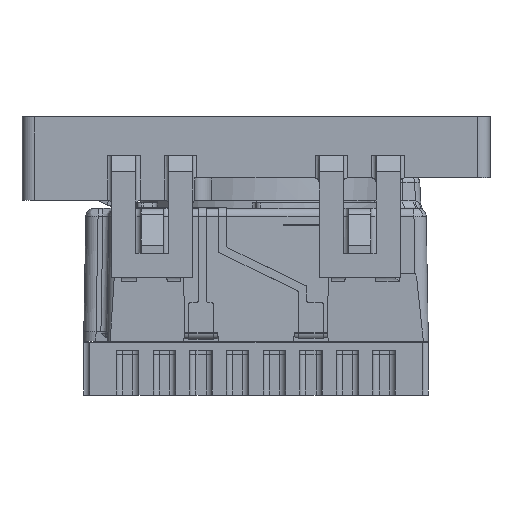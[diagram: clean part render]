
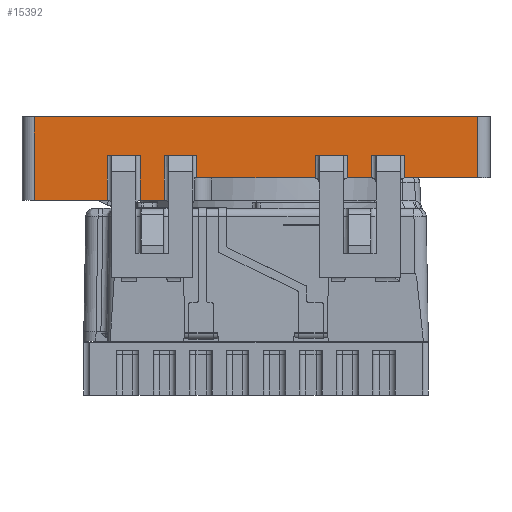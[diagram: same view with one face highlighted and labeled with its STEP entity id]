
A CAD part, front view. The second image highlights one B-rep face of the part: STEP entity #15392.
In plain terms, the highlighted planar face has unit normal (0, -1, 0).
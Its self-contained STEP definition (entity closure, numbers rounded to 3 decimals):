
#10655 = VERTEX_POINT('',#10656);
#10656 = CARTESIAN_POINT('',(-2.85,-5.75,2.588));
#10671 = VERTEX_POINT('',#10672);
#10672 = CARTESIAN_POINT('',(-3.65,-5.75,2.588));
#10678 = EDGE_CURVE('',#10679,#10671,#10681,.T.);
#10679 = VERTEX_POINT('',#10680);
#10680 = CARTESIAN_POINT('',(-5.45,-5.75,2.588));
#10681 = LINE('',#10682,#10683);
#10682 = CARTESIAN_POINT('',(0.,-5.75,2.588));
#10683 = VECTOR('',#10684,1.);
#10684 = DIRECTION('',(1.,0.,-0.));
#10814 = VERTEX_POINT('',#10815);
#10815 = CARTESIAN_POINT('',(-2.25,-5.75,2.588));
#10821 = EDGE_CURVE('',#10655,#10814,#10822,.T.);
#10822 = LINE('',#10823,#10824);
#10823 = CARTESIAN_POINT('',(0.,-5.75,2.588));
#10824 = VECTOR('',#10825,1.);
#10825 = DIRECTION('',(1.,0.,-0.));
#15392 = ADVANCED_FACE('',(#15393),#15537,.T.);
#15393 = FACE_BOUND('',#15394,.T.);
#15394 = EDGE_LOOP('',(#15395,#15403,#15404,#15412,#15420,#15426,#15427,
    #15435,#15443,#15451,#15459,#15467,#15475,#15483,#15491,#15499,
    #15507,#15515,#15523,#15531));
#15395 = ORIENTED_EDGE('',*,*,#15396,.T.);
#15396 = EDGE_CURVE('',#15397,#10679,#15399,.T.);
#15397 = VERTEX_POINT('',#15398);
#15398 = CARTESIAN_POINT('',(-5.45,-5.75,4.638));
#15399 = LINE('',#15400,#15401);
#15400 = CARTESIAN_POINT('',(-5.45,-5.75,4.638));
#15401 = VECTOR('',#15402,1.);
#15402 = DIRECTION('',(0.,0.,-1.));
#15403 = ORIENTED_EDGE('',*,*,#10678,.T.);
#15404 = ORIENTED_EDGE('',*,*,#15405,.T.);
#15405 = EDGE_CURVE('',#10671,#15406,#15408,.T.);
#15406 = VERTEX_POINT('',#15407);
#15407 = CARTESIAN_POINT('',(-3.65,-5.75,3.688));
#15408 = LINE('',#15409,#15410);
#15409 = CARTESIAN_POINT('',(-3.65,-5.75,4.638));
#15410 = VECTOR('',#15411,1.);
#15411 = DIRECTION('',(0.,0.,1.));
#15412 = ORIENTED_EDGE('',*,*,#15413,.T.);
#15413 = EDGE_CURVE('',#15406,#15414,#15416,.T.);
#15414 = VERTEX_POINT('',#15415);
#15415 = CARTESIAN_POINT('',(-2.85,-5.75,3.688));
#15416 = LINE('',#15417,#15418);
#15417 = CARTESIAN_POINT('',(0.,-5.75,3.688));
#15418 = VECTOR('',#15419,1.);
#15419 = DIRECTION('',(1.,0.,-0.));
#15420 = ORIENTED_EDGE('',*,*,#15421,.T.);
#15421 = EDGE_CURVE('',#15414,#10655,#15422,.T.);
#15422 = LINE('',#15423,#15424);
#15423 = CARTESIAN_POINT('',(-2.85,-5.75,4.638));
#15424 = VECTOR('',#15425,1.);
#15425 = DIRECTION('',(0.,0.,-1.));
#15426 = ORIENTED_EDGE('',*,*,#10821,.T.);
#15427 = ORIENTED_EDGE('',*,*,#15428,.T.);
#15428 = EDGE_CURVE('',#10814,#15429,#15431,.T.);
#15429 = VERTEX_POINT('',#15430);
#15430 = CARTESIAN_POINT('',(-2.25,-5.75,3.688));
#15431 = LINE('',#15432,#15433);
#15432 = CARTESIAN_POINT('',(-2.25,-5.75,4.638));
#15433 = VECTOR('',#15434,1.);
#15434 = DIRECTION('',(0.,0.,1.));
#15435 = ORIENTED_EDGE('',*,*,#15436,.T.);
#15436 = EDGE_CURVE('',#15429,#15437,#15439,.T.);
#15437 = VERTEX_POINT('',#15438);
#15438 = CARTESIAN_POINT('',(-1.45,-5.75,3.688));
#15439 = LINE('',#15440,#15441);
#15440 = CARTESIAN_POINT('',(0.,-5.75,3.688));
#15441 = VECTOR('',#15442,1.);
#15442 = DIRECTION('',(1.,0.,-0.));
#15443 = ORIENTED_EDGE('',*,*,#15444,.T.);
#15444 = EDGE_CURVE('',#15437,#15445,#15447,.T.);
#15445 = VERTEX_POINT('',#15446);
#15446 = CARTESIAN_POINT('',(-1.45,-5.75,3.138));
#15447 = LINE('',#15448,#15449);
#15448 = CARTESIAN_POINT('',(-1.45,-5.75,4.638));
#15449 = VECTOR('',#15450,1.);
#15450 = DIRECTION('',(0.,0.,-1.));
#15451 = ORIENTED_EDGE('',*,*,#15452,.T.);
#15452 = EDGE_CURVE('',#15445,#15453,#15455,.T.);
#15453 = VERTEX_POINT('',#15454);
#15454 = CARTESIAN_POINT('',(1.45,-5.75,3.138));
#15455 = LINE('',#15456,#15457);
#15456 = CARTESIAN_POINT('',(0.,-5.75,3.138));
#15457 = VECTOR('',#15458,1.);
#15458 = DIRECTION('',(1.,0.,-0.));
#15459 = ORIENTED_EDGE('',*,*,#15460,.T.);
#15460 = EDGE_CURVE('',#15453,#15461,#15463,.T.);
#15461 = VERTEX_POINT('',#15462);
#15462 = CARTESIAN_POINT('',(1.45,-5.75,3.688));
#15463 = LINE('',#15464,#15465);
#15464 = CARTESIAN_POINT('',(1.45,-5.75,4.638));
#15465 = VECTOR('',#15466,1.);
#15466 = DIRECTION('',(0.,0.,1.));
#15467 = ORIENTED_EDGE('',*,*,#15468,.T.);
#15468 = EDGE_CURVE('',#15461,#15469,#15471,.T.);
#15469 = VERTEX_POINT('',#15470);
#15470 = CARTESIAN_POINT('',(2.25,-5.75,3.688));
#15471 = LINE('',#15472,#15473);
#15472 = CARTESIAN_POINT('',(0.,-5.75,3.688));
#15473 = VECTOR('',#15474,1.);
#15474 = DIRECTION('',(1.,0.,-0.));
#15475 = ORIENTED_EDGE('',*,*,#15476,.T.);
#15476 = EDGE_CURVE('',#15469,#15477,#15479,.T.);
#15477 = VERTEX_POINT('',#15478);
#15478 = CARTESIAN_POINT('',(2.25,-5.75,3.138));
#15479 = LINE('',#15480,#15481);
#15480 = CARTESIAN_POINT('',(2.25,-5.75,4.638));
#15481 = VECTOR('',#15482,1.);
#15482 = DIRECTION('',(0.,0.,-1.));
#15483 = ORIENTED_EDGE('',*,*,#15484,.T.);
#15484 = EDGE_CURVE('',#15477,#15485,#15487,.T.);
#15485 = VERTEX_POINT('',#15486);
#15486 = CARTESIAN_POINT('',(2.85,-5.75,3.138));
#15487 = LINE('',#15488,#15489);
#15488 = CARTESIAN_POINT('',(0.,-5.75,3.138));
#15489 = VECTOR('',#15490,1.);
#15490 = DIRECTION('',(1.,0.,-0.));
#15491 = ORIENTED_EDGE('',*,*,#15492,.T.);
#15492 = EDGE_CURVE('',#15485,#15493,#15495,.T.);
#15493 = VERTEX_POINT('',#15494);
#15494 = CARTESIAN_POINT('',(2.85,-5.75,3.688));
#15495 = LINE('',#15496,#15497);
#15496 = CARTESIAN_POINT('',(2.85,-5.75,4.638));
#15497 = VECTOR('',#15498,1.);
#15498 = DIRECTION('',(0.,0.,1.));
#15499 = ORIENTED_EDGE('',*,*,#15500,.T.);
#15500 = EDGE_CURVE('',#15493,#15501,#15503,.T.);
#15501 = VERTEX_POINT('',#15502);
#15502 = CARTESIAN_POINT('',(3.65,-5.75,3.688));
#15503 = LINE('',#15504,#15505);
#15504 = CARTESIAN_POINT('',(0.,-5.75,3.688));
#15505 = VECTOR('',#15506,1.);
#15506 = DIRECTION('',(1.,0.,-0.));
#15507 = ORIENTED_EDGE('',*,*,#15508,.T.);
#15508 = EDGE_CURVE('',#15501,#15509,#15511,.T.);
#15509 = VERTEX_POINT('',#15510);
#15510 = CARTESIAN_POINT('',(3.65,-5.75,3.138));
#15511 = LINE('',#15512,#15513);
#15512 = CARTESIAN_POINT('',(3.65,-5.75,4.638));
#15513 = VECTOR('',#15514,1.);
#15514 = DIRECTION('',(0.,0.,-1.));
#15515 = ORIENTED_EDGE('',*,*,#15516,.T.);
#15516 = EDGE_CURVE('',#15509,#15517,#15519,.T.);
#15517 = VERTEX_POINT('',#15518);
#15518 = CARTESIAN_POINT('',(5.45,-5.75,3.138));
#15519 = LINE('',#15520,#15521);
#15520 = CARTESIAN_POINT('',(0.,-5.75,3.138));
#15521 = VECTOR('',#15522,1.);
#15522 = DIRECTION('',(1.,0.,-0.));
#15523 = ORIENTED_EDGE('',*,*,#15524,.T.);
#15524 = EDGE_CURVE('',#15517,#15525,#15527,.T.);
#15525 = VERTEX_POINT('',#15526);
#15526 = CARTESIAN_POINT('',(5.45,-5.75,4.638));
#15527 = LINE('',#15528,#15529);
#15528 = CARTESIAN_POINT('',(5.45,-5.75,4.638));
#15529 = VECTOR('',#15530,1.);
#15530 = DIRECTION('',(0.,0.,1.));
#15531 = ORIENTED_EDGE('',*,*,#15532,.T.);
#15532 = EDGE_CURVE('',#15525,#15397,#15533,.T.);
#15533 = LINE('',#15534,#15535);
#15534 = CARTESIAN_POINT('',(0.,-5.75,4.638));
#15535 = VECTOR('',#15536,1.);
#15536 = DIRECTION('',(-1.,0.,0.));
#15537 = PLANE('',#15538);
#15538 = AXIS2_PLACEMENT_3D('',#15539,#15540,#15541);
#15539 = CARTESIAN_POINT('',(0.,-5.75,4.638));
#15540 = DIRECTION('',(0.,-1.,0.));
#15541 = DIRECTION('',(0.,0.,1.));
